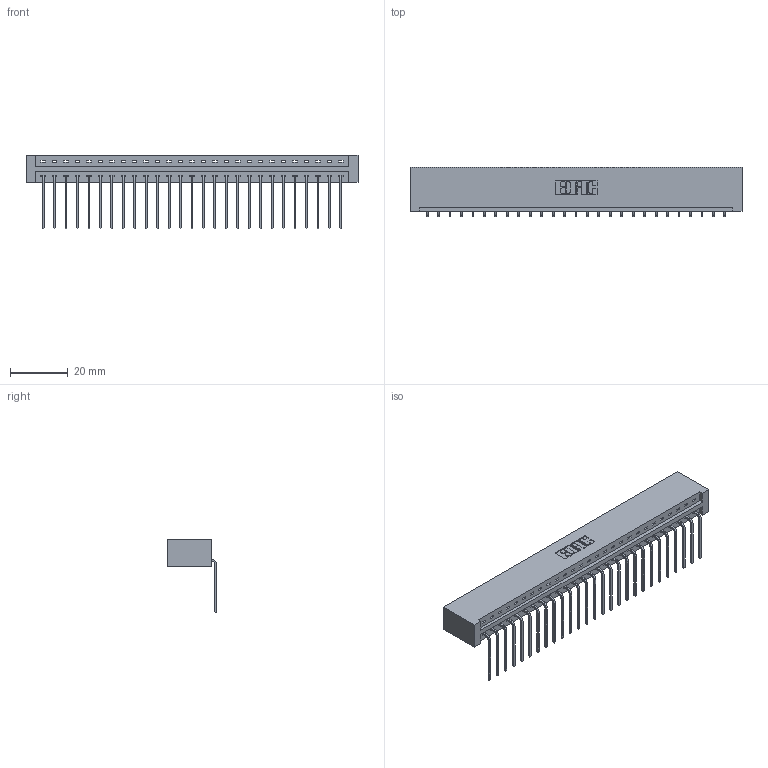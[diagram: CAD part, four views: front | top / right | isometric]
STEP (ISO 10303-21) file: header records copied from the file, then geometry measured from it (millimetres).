
FILE_DESCRIPTION (( 'STEP AP203' ), '1' );
FILE_NAME ('337-027-559-101.STEP', '2019-09-30T20:15:03', ( '' ), ( '' ), 'SwSTEP 2.0', 'SolidWorks 2016', '' );
FILE_SCHEMA (( 'CONFIG_CONTROL_DESIGN' ));
Length unit declared in the file: inch
Products named in the file (3): 337-027-559-101; 337 Part_No Mounting Lugs; 345-292-001_558 559 Tail - 1
Assembly tree (28 placements, depth 2):
  337-027-559-101
    337 Part_No Mounting Lugs
    345-292-001_558 559 Tail - 1  x27
Bounding box: 114.86 x 17.09 x 25.53 mm (x, y, z)
Volume: 12578.6 mm3; surface area: 13449 mm2
Topology: 28 solids, 28 shells, 1834 faces, 5525 edges, 3646 vertices
Faces by surface type: plane 1362, cylinder 472
Entity records: 21817 total; most frequent: CARTESIAN_POINT 3807, ORIENTED_EDGE 3770, DIRECTION 3227, EDGE_CURVE 1885, VECTOR 1765, LINE 1765, VERTEX_POINT 1254, AXIS2_PLACEMENT_3D 731
